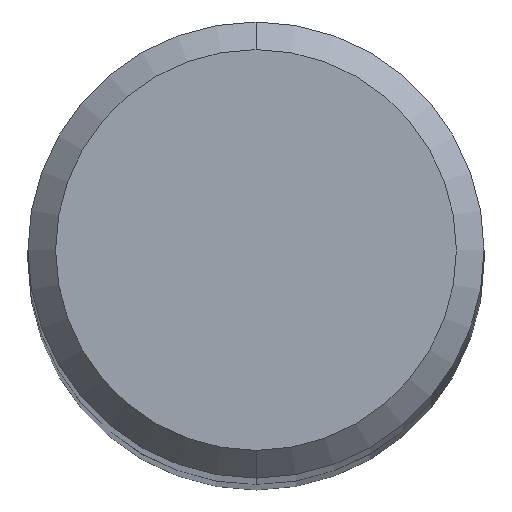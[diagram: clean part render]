
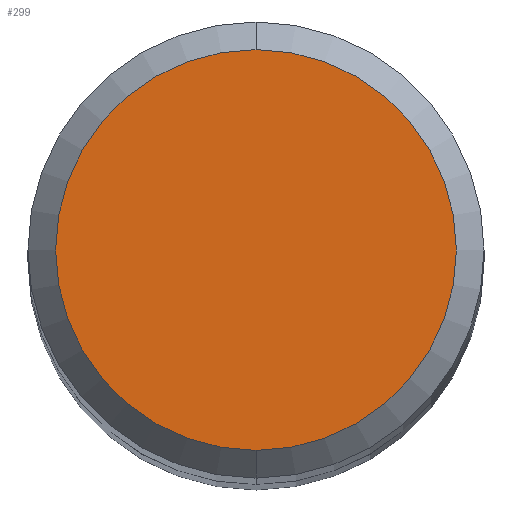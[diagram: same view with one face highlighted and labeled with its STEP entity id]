
A CAD part, top view. The second image highlights one B-rep face of the part: STEP entity #299.
In plain terms, the highlighted planar face has unit normal (0, 0, 1).
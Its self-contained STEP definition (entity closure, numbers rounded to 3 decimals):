
#235=EDGE_CURVE('',#277,#261,#517,.T.);
#261=VERTEX_POINT('',#545);
#265=EDGE_CURVE('',#261,#277,#549,.T.);
#277=VERTEX_POINT('',#562);
#299=ADVANCED_FACE('',(#586),#587,.T.);
#517=CIRCLE('',#950,2.9);
#545=CARTESIAN_POINT('',(0.,-2.9,0.0));
#549=CIRCLE('',#1003,2.9);
#562=CARTESIAN_POINT('',(0.0,2.9,0.0));
#586=FACE_OUTER_BOUND('',#1056,.T.);
#587=PLANE('',#1057);
#950=AXIS2_PLACEMENT_3D('',#1385,#1386,#1387);
#1003=AXIS2_PLACEMENT_3D('',#1414,#1415,#1416);
#1056=EDGE_LOOP('',(#1469,#1470));
#1057=AXIS2_PLACEMENT_3D('',#1471,#1472,#1473);
#1385=CARTESIAN_POINT('',(0.0,0.0,0.0));
#1386=DIRECTION('',(0.0,0.0,-1.0));
#1387=DIRECTION('',(0.0,1.0,0.0));
#1414=CARTESIAN_POINT('',(0.0,0.0,0.0));
#1415=DIRECTION('',(0.0,0.0,-1.0));
#1416=DIRECTION('',(0.0,1.0,0.0));
#1469=ORIENTED_EDGE('',*,*,#235,.F.);
#1470=ORIENTED_EDGE('',*,*,#265,.F.);
#1471=CARTESIAN_POINT('',(0.0,1.45,0.0));
#1472=DIRECTION('',(-0.0,0.0,1.0));
#1473=DIRECTION('',(0.0,-1.0,0.0));
